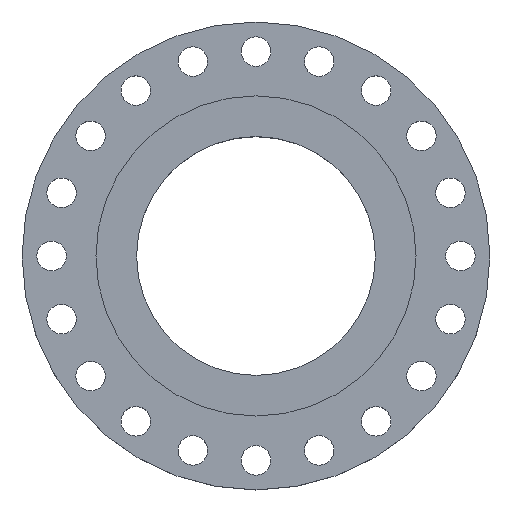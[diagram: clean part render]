
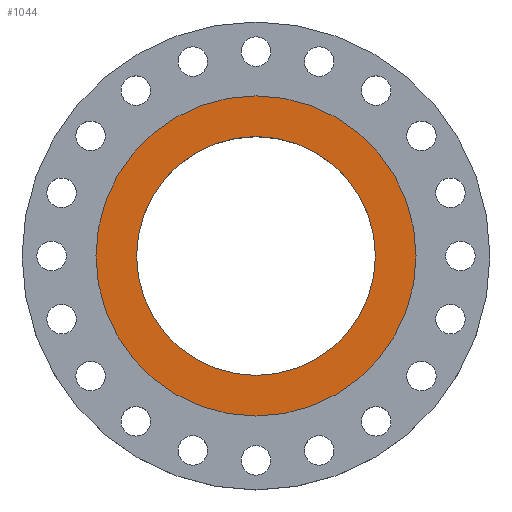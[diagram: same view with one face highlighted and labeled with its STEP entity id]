
A CAD part, top view. The second image highlights one B-rep face of the part: STEP entity #1044.
In plain terms, the highlighted planar face has unit normal (0, 0, 1).
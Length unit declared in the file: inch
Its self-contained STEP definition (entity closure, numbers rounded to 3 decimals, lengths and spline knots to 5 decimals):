
#36 = DIRECTION ( 'NONE',  ( 0., 0., 1. ) ) ;
#57 = EDGE_CURVE ( 'NONE', #2091, #1684, #1366, .T. ) ;
#80 = AXIS2_PLACEMENT_3D ( 'NONE', #215, #187, #522 ) ;
#140 = CARTESIAN_POINT ( 'NONE',  ( -6.0625, 0., 0. ) ) ;
#187 = DIRECTION ( 'NONE',  ( 0., 0., -1. ) ) ;
#215 = CARTESIAN_POINT ( 'NONE',  ( 0., 6.0625, 0. ) ) ;
#292 = PLANE ( 'NONE',  #80 ) ;
#360 = CIRCLE ( 'NONE', #1506, 8.125 ) ;
#503 = FACE_BOUND ( 'NONE', #1006, .T. ) ;
#522 = DIRECTION ( 'NONE',  ( -1., 0., 0. ) ) ;
#540 = AXIS2_PLACEMENT_3D ( 'NONE', #831, #36, #673 ) ;
#600 = CARTESIAN_POINT ( 'NONE',  ( 8.125, 0., 0. ) ) ;
#673 = DIRECTION ( 'NONE',  ( 1., 0., 0. ) ) ;
#752 = EDGE_LOOP ( 'NONE', ( #1177, #2075 ) ) ;
#808 = CARTESIAN_POINT ( 'NONE',  ( 0., 0., 0. ) ) ;
#829 = CARTESIAN_POINT ( 'NONE',  ( 0., 0., 0. ) ) ;
#831 = CARTESIAN_POINT ( 'NONE',  ( 0., 0., 0. ) ) ;
#949 = CARTESIAN_POINT ( 'NONE',  ( 6.0625, 0., 0. ) ) ;
#974 = DIRECTION ( 'NONE',  ( 0., 0., 1. ) ) ;
#1006 = EDGE_LOOP ( 'NONE', ( #1318, #2004 ) ) ;
#1044 = ADVANCED_FACE ( 'NONE', ( #503, #1150 ), #292, .F. ) ;
#1150 = FACE_OUTER_BOUND ( 'NONE', #752, .T. ) ;
#1177 = ORIENTED_EDGE ( 'NONE', *, *, #1180, .T. ) ;
#1180 = EDGE_CURVE ( 'NONE', #1684, #2091, #360, .T. ) ;
#1224 = AXIS2_PLACEMENT_3D ( 'NONE', #829, #974, #1320 ) ;
#1280 = VERTEX_POINT ( 'NONE', #949 ) ;
#1318 = ORIENTED_EDGE ( 'NONE', *, *, #1772, .F. ) ;
#1320 = DIRECTION ( 'NONE',  ( 1., 0., 0. ) ) ;
#1366 = CIRCLE ( 'NONE', #1912, 8.125 ) ;
#1415 = DIRECTION ( 'NONE',  ( 0., 0., 1. ) ) ;
#1416 = EDGE_CURVE ( 'NONE', #2014, #1280, #1984, .T. ) ;
#1470 = DIRECTION ( 'NONE',  ( 0., 0., 1. ) ) ;
#1506 = AXIS2_PLACEMENT_3D ( 'NONE', #1867, #1415, #2037 ) ;
#1560 = CIRCLE ( 'NONE', #1224, 6.0625 ) ;
#1589 = DIRECTION ( 'NONE',  ( 1., 0., 0. ) ) ;
#1684 = VERTEX_POINT ( 'NONE', #600 ) ;
#1772 = EDGE_CURVE ( 'NONE', #1280, #2014, #1560, .T. ) ;
#1867 = CARTESIAN_POINT ( 'NONE',  ( 0., 0., 0. ) ) ;
#1889 = CARTESIAN_POINT ( 'NONE',  ( -8.125, 0., 0. ) ) ;
#1912 = AXIS2_PLACEMENT_3D ( 'NONE', #808, #1470, #1589 ) ;
#1984 = CIRCLE ( 'NONE', #540, 6.0625 ) ;
#2004 = ORIENTED_EDGE ( 'NONE', *, *, #1416, .F. ) ;
#2014 = VERTEX_POINT ( 'NONE', #140 ) ;
#2037 = DIRECTION ( 'NONE',  ( 1., 0., 0. ) ) ;
#2075 = ORIENTED_EDGE ( 'NONE', *, *, #57, .T. ) ;
#2091 = VERTEX_POINT ( 'NONE', #1889 ) ;
